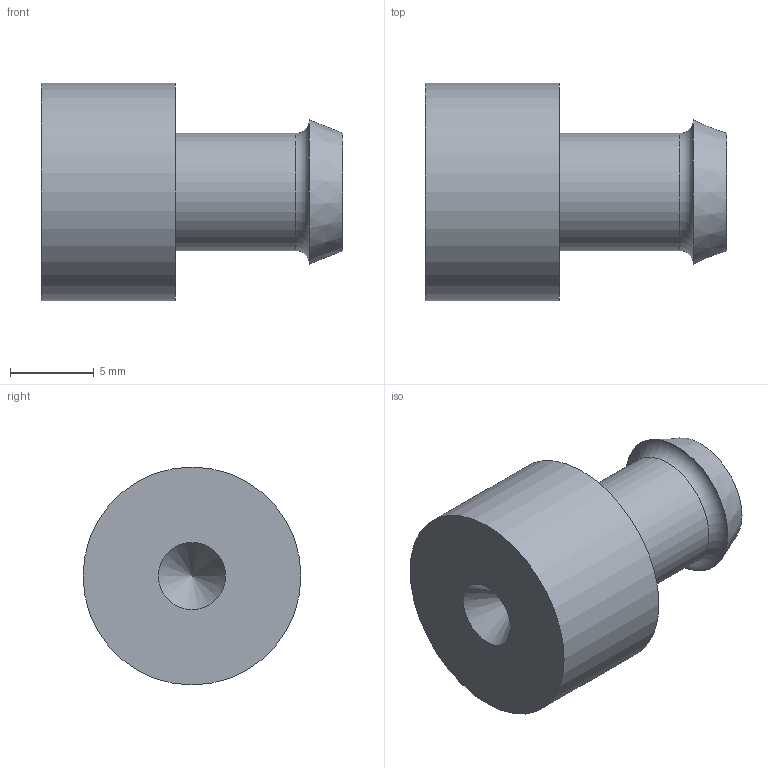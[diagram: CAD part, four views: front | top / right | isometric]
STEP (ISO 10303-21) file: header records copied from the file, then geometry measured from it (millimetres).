
FILE_DESCRIPTION(/* description */ (''),/* implementation_level */ '2;1');
FILE_NAME(/* name */ 'linear_cap.stp',/* time_stamp */ '2025-03-11T11:19:46Z',/* author */ ('diogo'),/* organization */ (''),/* preprocessor_version */ 'ST-DEVELOPER v19.2',/* originating_system */ 'Autodesk Inventor 2024',/* authorisation */ '');
FILE_SCHEMA (('AUTOMOTIVE_DESIGN { 1 0 10303 214 3 1 1 }'));
Length unit declared in the file: millimetre
Products named in the file (1): Extremidade_Carril
Bounding box: 18 x 13 x 13 mm (x, y, z)
Volume: 1161.5 mm3; surface area: 1137.9 mm2
Topology: 1 solids, 1 shells, 12 faces, 20 edges, 13 vertices
Faces by surface type: plane 5, cylinder 4, cone 2, torus 1
Full cylindrical faces by diameter (mm): 4 x1, 7 x1, 11 x1, 13 x1
Entity records: 327 total; most frequent: DIRECTION 58, CARTESIAN_POINT 45, ORIENTED_EDGE 38, AXIS2_PLACEMENT_3D 26, EDGE_CURVE 19, EDGE_LOOP 16, CIRCLE 13, VERTEX_POINT 13
